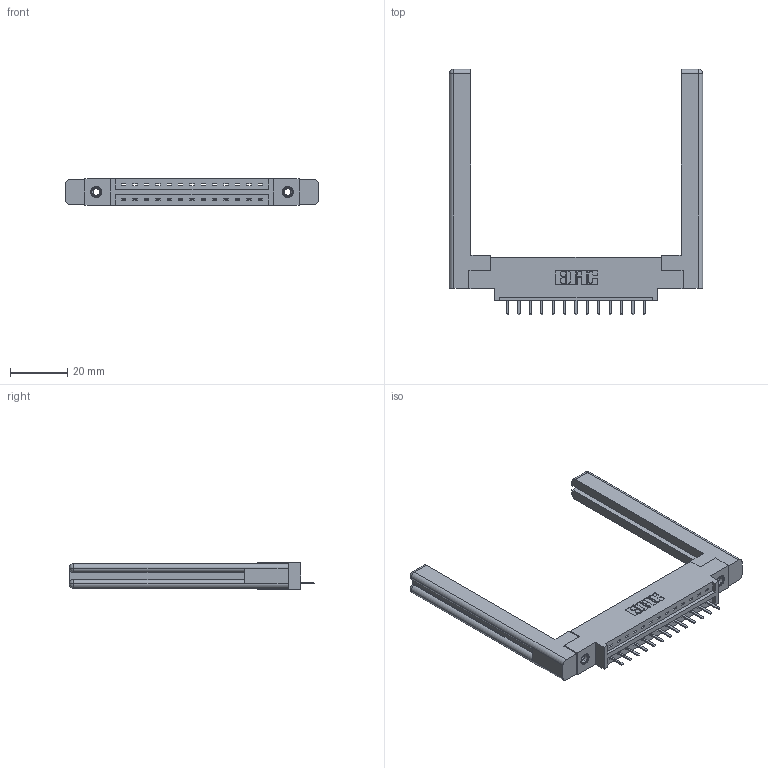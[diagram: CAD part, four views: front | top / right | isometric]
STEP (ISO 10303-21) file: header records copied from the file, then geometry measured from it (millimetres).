
FILE_DESCRIPTION (( 'STEP AP203' ), '1' );
FILE_NAME ('337-013-520-658.STEP', '2019-09-28T01:25:21', ( '' ), ( '' ), 'SwSTEP 2.0', 'SolidWorks 2016', '' );
FILE_SCHEMA (( 'CONFIG_CONTROL_DESIGN' ));
Length unit declared in the file: inch
Products named in the file (5): 337 Part_0.170 Offset - 0.156 Dia-TI; 345-292-001_345-293-120; 337-013-520-658; 307-220-058; 345-250-001_345-250-001-102
Assembly tree (18 placements, depth 2):
  337-013-520-658
    337 Part_0.170 Offset - 0.156 Dia-TI
    345-292-001_345-293-120  x13
    345-250-001_345-250-001-102  x2
    307-220-058  x2
Bounding box: 88.14 x 85.43 x 9.4 mm (x, y, z)
Volume: 15804.8 mm3; surface area: 13944.8 mm2
Topology: 18 solids, 18 shells, 1118 faces, 3225 edges, 2102 vertices
Faces by surface type: plane 782, cylinder 312, cone 12, torus 12
Entity records: 16294 total; most frequent: CARTESIAN_POINT 2848, ORIENTED_EDGE 2724, DIRECTION 2464, EDGE_CURVE 1362, LINE 1182, VECTOR 1182, VERTEX_POINT 898, AXIS2_PLACEMENT_3D 641
